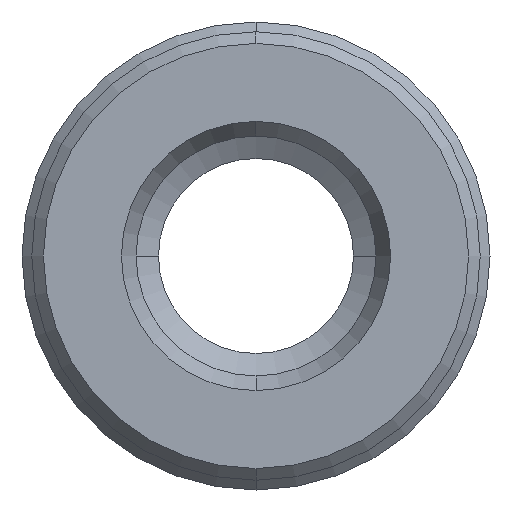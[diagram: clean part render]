
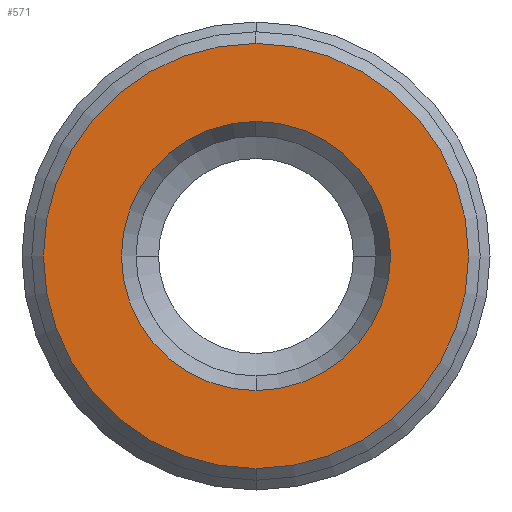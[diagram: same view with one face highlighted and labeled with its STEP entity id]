
A CAD part, front view. The second image highlights one B-rep face of the part: STEP entity #571.
In plain terms, the highlighted planar face has unit normal (0, -1, 0).
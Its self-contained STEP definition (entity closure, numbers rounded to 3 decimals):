
#54 = EDGE_CURVE ( 'NONE', #58, #95, #498, .T. ) ;
#58 = VERTEX_POINT ( 'NONE', #561 ) ;
#73 = VERTEX_POINT ( 'NONE', #483 ) ;
#75 = EDGE_CURVE ( 'NONE', #187, #73, #482, .T. ) ;
#95 = VERTEX_POINT ( 'NONE', #752 ) ;
#187 = VERTEX_POINT ( 'NONE', #832 ) ;
#478 = DIRECTION ( 'NONE',  ( 0., 0., -1. ) ) ;
#479 = DIRECTION ( 'NONE',  ( 0., 1., 0. ) ) ;
#480 = CARTESIAN_POINT ( 'NONE',  ( 0., -17.003, 0. ) ) ;
#481 = AXIS2_PLACEMENT_3D ( 'NONE', #480, #479, #478 ) ;
#482 = CIRCLE ( 'NONE', #481, 3.45 ) ;
#483 = CARTESIAN_POINT ( 'NONE',  ( 0., -17.003, -3.45 ) ) ;
#494 = DIRECTION ( 'NONE',  ( 0., 0., -1. ) ) ;
#495 = DIRECTION ( 'NONE',  ( 0., 1., 0. ) ) ;
#496 = CARTESIAN_POINT ( 'NONE',  ( 0., -17.003, 0. ) ) ;
#497 = AXIS2_PLACEMENT_3D ( 'NONE', #496, #495, #494 ) ;
#498 = CIRCLE ( 'NONE', #497, 5.45 ) ;
#561 = CARTESIAN_POINT ( 'NONE',  ( 0., -17.003, -5.45 ) ) ;
#568 = ORIENTED_EDGE ( 'NONE', *, *, #609, .F. ) ;
#571 = ADVANCED_FACE ( 'NONE', ( #1323, #1319 ), #1318, .T. ) ;
#572 = EDGE_LOOP ( 'NONE', ( #619, #620 ) ) ;
#583 = EDGE_CURVE ( 'NONE', #73, #187, #1336, .T. ) ;
#609 = EDGE_CURVE ( 'NONE', #95, #58, #1444, .T. ) ;
#619 = ORIENTED_EDGE ( 'NONE', *, *, #75, .T. ) ;
#620 = ORIENTED_EDGE ( 'NONE', *, *, #583, .T. ) ;
#621 = EDGE_LOOP ( 'NONE', ( #633, #568 ) ) ;
#633 = ORIENTED_EDGE ( 'NONE', *, *, #54, .F. ) ;
#752 = CARTESIAN_POINT ( 'NONE',  ( 0., -17.003, 5.45 ) ) ;
#832 = CARTESIAN_POINT ( 'NONE',  ( 0., -17.003, 3.45 ) ) ;
#1313 = DIRECTION ( 'NONE',  ( 0., 0., 1. ) ) ;
#1314 = DIRECTION ( 'NONE',  ( 0., -1., 0. ) ) ;
#1315 = CARTESIAN_POINT ( 'NONE',  ( -5.45, -17.003, 0. ) ) ;
#1317 = AXIS2_PLACEMENT_3D ( 'NONE', #1315, #1314, #1313 ) ;
#1318 = PLANE ( 'NONE',  #1317 ) ;
#1319 = FACE_OUTER_BOUND ( 'NONE', #621, .T. ) ;
#1323 = FACE_BOUND ( 'NONE', #572, .T. ) ;
#1332 = DIRECTION ( 'NONE',  ( 0., 0., -1. ) ) ;
#1333 = DIRECTION ( 'NONE',  ( 0., 1., 0. ) ) ;
#1334 = CARTESIAN_POINT ( 'NONE',  ( 0., -17.003, 0. ) ) ;
#1335 = AXIS2_PLACEMENT_3D ( 'NONE', #1334, #1333, #1332 ) ;
#1336 = CIRCLE ( 'NONE', #1335, 3.45 ) ;
#1441 = DIRECTION ( 'NONE',  ( 0., 0., -1. ) ) ;
#1442 = DIRECTION ( 'NONE',  ( 0., 1., 0. ) ) ;
#1443 = AXIS2_PLACEMENT_3D ( 'NONE', #1455, #1442, #1441 ) ;
#1444 = CIRCLE ( 'NONE', #1443, 5.45 ) ;
#1455 = CARTESIAN_POINT ( 'NONE',  ( 0., -17.003, 0. ) ) ;
